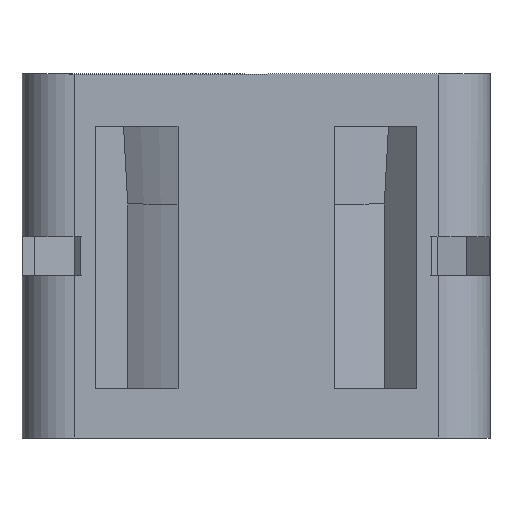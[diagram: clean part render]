
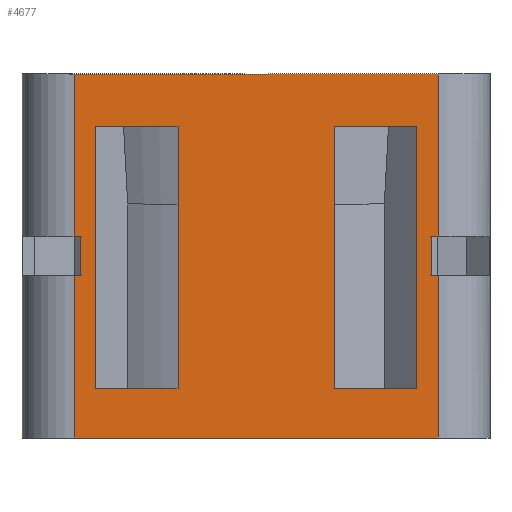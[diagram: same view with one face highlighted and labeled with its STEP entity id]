
A CAD part, front view. The second image highlights one B-rep face of the part: STEP entity #4677.
In plain terms, the highlighted planar face has unit normal (0, -1, 0).
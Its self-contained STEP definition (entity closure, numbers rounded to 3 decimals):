
#938=DIRECTION('',(-1.,0.,0.));
#939=VECTOR('',#938,28.);
#940=CARTESIAN_POINT('',(14.,-18.,0.));
#941=LINE('',#940,#939);
#994=DIRECTION('',(0.,0.,-1.));
#995=VECTOR('',#994,12.5);
#996=CARTESIAN_POINT('',(-14.,-18.,0.));
#997=LINE('',#996,#995);
#998=DIRECTION('',(-1.,0.,0.));
#999=VECTOR('',#998,28.);
#1000=CARTESIAN_POINT('',(14.,-18.,-28.));
#1001=LINE('',#1000,#999);
#1002=DIRECTION('',(-1.,0.,0.));
#1003=VECTOR('',#1002,0.525);
#1004=CARTESIAN_POINT('',(-13.475,-18.,-12.5));
#1005=LINE('',#1004,#1003);
#1006=DIRECTION('',(-1.,0.,0.));
#1007=VECTOR('',#1006,0.525);
#1008=CARTESIAN_POINT('',(14.,-18.,-12.5));
#1009=LINE('',#1008,#1007);
#1010=DIRECTION('',(0.,0.,-1.));
#1011=VECTOR('',#1010,3.);
#1012=CARTESIAN_POINT('',(13.475,-18.,-12.5));
#1013=LINE('',#1012,#1011);
#1014=DIRECTION('',(-1.,0.,0.));
#1015=VECTOR('',#1014,6.343);
#1016=CARTESIAN_POINT('',(12.343,-18.,-4.));
#1017=LINE('',#1016,#1015);
#1018=DIRECTION('',(-1.,0.,0.));
#1019=VECTOR('',#1018,6.343);
#1020=CARTESIAN_POINT('',(-6.,-18.,-4.));
#1021=LINE('',#1020,#1019);
#1022=DIRECTION('',(0.,0.,-1.));
#1023=VECTOR('',#1022,20.2);
#1024=CARTESIAN_POINT('',(-12.343,-18.,-4.));
#1025=LINE('',#1024,#1023);
#1026=DIRECTION('',(0.,0.,1.));
#1027=VECTOR('',#1026,20.2);
#1028=CARTESIAN_POINT('',(-6.,-18.,-24.2));
#1029=LINE('',#1028,#1027);
#1039=DIRECTION('',(-1.,0.,0.));
#1040=VECTOR('',#1039,0.525);
#1041=CARTESIAN_POINT('',(14.,-18.,-15.5));
#1042=LINE('',#1041,#1040);
#1124=DIRECTION('',(0.,0.,1.));
#1125=VECTOR('',#1124,12.5);
#1126=CARTESIAN_POINT('',(14.,-18.,-28.));
#1127=LINE('',#1126,#1125);
#1132=DIRECTION('',(0.,0.,1.));
#1133=VECTOR('',#1132,12.5);
#1134=CARTESIAN_POINT('',(14.,-18.,-12.5));
#1135=LINE('',#1134,#1133);
#2022=DIRECTION('',(0.,0.,-1.));
#2023=VECTOR('',#2022,12.5);
#2024=CARTESIAN_POINT('',(-14.,-18.,-15.5));
#2025=LINE('',#2024,#2023);
#2054=DIRECTION('',(-1.,0.,0.));
#2055=VECTOR('',#2054,0.525);
#2056=CARTESIAN_POINT('',(-13.475,-18.,-15.5));
#2057=LINE('',#2056,#2055);
#2085=DIRECTION('',(0.,0.,-1.));
#2086=VECTOR('',#2085,3.);
#2087=CARTESIAN_POINT('',(-13.475,-18.,-12.5));
#2088=LINE('',#2087,#2086);
#2105=DIRECTION('',(-1.,0.,0.));
#2106=VECTOR('',#2105,6.343);
#2107=CARTESIAN_POINT('',(12.343,-18.,-24.2));
#2108=LINE('',#2107,#2106);
#2118=DIRECTION('',(0.,0.,-1.));
#2119=VECTOR('',#2118,20.2);
#2120=CARTESIAN_POINT('',(12.343,-18.,-4.));
#2121=LINE('',#2120,#2119);
#2130=DIRECTION('',(0.,0.,1.));
#2131=VECTOR('',#2130,20.2);
#2132=CARTESIAN_POINT('',(6.,-18.,-24.2));
#2133=LINE('',#2132,#2131);
#2188=DIRECTION('',(-1.,0.,0.));
#2189=VECTOR('',#2188,6.343);
#2190=CARTESIAN_POINT('',(-6.,-18.,-24.2));
#2191=LINE('',#2190,#2189);
#2982=CARTESIAN_POINT('',(-14.,-18.,-28.));
#2984=VERTEX_POINT('',#2982);
#2985=CARTESIAN_POINT('',(14.,-18.,-28.));
#2986=VERTEX_POINT('',#2985);
#3081=CARTESIAN_POINT('',(14.,-18.,0.));
#3082=VERTEX_POINT('',#3081);
#3083=CARTESIAN_POINT('',(-14.,-18.,0.));
#3084=VERTEX_POINT('',#3083);
#3123=CARTESIAN_POINT('',(14.,-18.,-15.5));
#3124=VERTEX_POINT('',#3123);
#3129=CARTESIAN_POINT('',(14.,-18.,-12.5));
#3130=VERTEX_POINT('',#3129);
#3131=CARTESIAN_POINT('',(13.475,-18.,-15.5));
#3132=VERTEX_POINT('',#3131);
#3133=CARTESIAN_POINT('',(-14.,-18.,-15.5));
#3134=VERTEX_POINT('',#3133);
#3135=CARTESIAN_POINT('',(-13.475,-18.,-15.5));
#3136=VERTEX_POINT('',#3135);
#3137=CARTESIAN_POINT('',(-13.475,-18.,-12.5));
#3138=VERTEX_POINT('',#3137);
#3139=CARTESIAN_POINT('',(-14.,-18.,-12.5));
#3140=VERTEX_POINT('',#3139);
#3141=CARTESIAN_POINT('',(13.475,-18.,-12.5));
#3142=VERTEX_POINT('',#3141);
#3143=CARTESIAN_POINT('',(12.343,-18.,-24.2));
#3144=CARTESIAN_POINT('',(6.,-18.,-24.2));
#3145=VERTEX_POINT('',#3143);
#3146=VERTEX_POINT('',#3144);
#3147=CARTESIAN_POINT('',(12.343,-18.,-4.));
#3148=VERTEX_POINT('',#3147);
#3149=CARTESIAN_POINT('',(6.,-18.,-4.));
#3150=VERTEX_POINT('',#3149);
#3151=CARTESIAN_POINT('',(-6.,-18.,-4.));
#3152=CARTESIAN_POINT('',(-12.343,-18.,-4.));
#3153=VERTEX_POINT('',#3151);
#3154=VERTEX_POINT('',#3152);
#3155=CARTESIAN_POINT('',(-12.343,-18.,-24.2));
#3156=VERTEX_POINT('',#3155);
#3157=CARTESIAN_POINT('',(-6.,-18.,-24.2));
#3158=VERTEX_POINT('',#3157);
#4630=CARTESIAN_POINT('',(18.,-18.,0.));
#4631=DIRECTION('',(0.,1.,0.));
#4632=DIRECTION('',(-1.,0.,0.));
#4633=AXIS2_PLACEMENT_3D('',#4630,#4631,#4632);
#4634=PLANE('',#4633);
#4636=ORIENTED_EDGE('',*,*,#4635,.F.);
#4638=ORIENTED_EDGE('',*,*,#4637,.F.);
#4639=ORIENTED_EDGE('',*,*,#4004,.T.);
#4641=ORIENTED_EDGE('',*,*,#4640,.F.);
#4643=ORIENTED_EDGE('',*,*,#4642,.F.);
#4645=ORIENTED_EDGE('',*,*,#4644,.F.);
#4646=ORIENTED_EDGE('',*,*,#4597,.T.);
#4647=ORIENTED_EDGE('',*,*,#4625,.F.);
#4648=ORIENTED_EDGE('',*,*,#4541,.F.);
#4650=ORIENTED_EDGE('',*,*,#4649,.F.);
#4652=ORIENTED_EDGE('',*,*,#4651,.T.);
#4654=ORIENTED_EDGE('',*,*,#4653,.T.);
#4655=EDGE_LOOP('',(#4636,#4638,#4639,#4641,#4643,#4645,#4646,#4647,#4648,#4650,
#4652,#4654));
#4656=FACE_OUTER_BOUND('',#4655,.F.);
#4658=ORIENTED_EDGE('',*,*,#4657,.F.);
#4660=ORIENTED_EDGE('',*,*,#4659,.F.);
#4662=ORIENTED_EDGE('',*,*,#4661,.T.);
#4664=ORIENTED_EDGE('',*,*,#4663,.F.);
#4665=EDGE_LOOP('',(#4658,#4660,#4662,#4664));
#4666=FACE_BOUND('',#4665,.F.);
#4668=ORIENTED_EDGE('',*,*,#4667,.T.);
#4670=ORIENTED_EDGE('',*,*,#4669,.T.);
#4672=ORIENTED_EDGE('',*,*,#4671,.F.);
#4674=ORIENTED_EDGE('',*,*,#4673,.T.);
#4675=EDGE_LOOP('',(#4668,#4670,#4672,#4674));
#4676=FACE_BOUND('',#4675,.F.);
#4677=ADVANCED_FACE('',(#4656,#4666,#4676),#4634,.F.);
#4004=EDGE_CURVE('',#2986,#2984,#1001,.T.);
#4541=EDGE_CURVE('',#3082,#3084,#941,.T.);
#4597=EDGE_CURVE('',#3138,#3140,#1005,.T.);
#4625=EDGE_CURVE('',#3084,#3140,#997,.T.);
#4635=EDGE_CURVE('',#3124,#3132,#1042,.T.);
#4637=EDGE_CURVE('',#2986,#3124,#1127,.T.);
#4640=EDGE_CURVE('',#3134,#2984,#2025,.T.);
#4642=EDGE_CURVE('',#3136,#3134,#2057,.T.);
#4644=EDGE_CURVE('',#3138,#3136,#2088,.T.);
#4649=EDGE_CURVE('',#3130,#3082,#1135,.T.);
#4651=EDGE_CURVE('',#3130,#3142,#1009,.T.);
#4653=EDGE_CURVE('',#3142,#3132,#1013,.T.);
#4657=EDGE_CURVE('',#3145,#3146,#2108,.T.);
#4659=EDGE_CURVE('',#3148,#3145,#2121,.T.);
#4661=EDGE_CURVE('',#3148,#3150,#1017,.T.);
#4663=EDGE_CURVE('',#3146,#3150,#2133,.T.);
#4667=EDGE_CURVE('',#3153,#3154,#1021,.T.);
#4669=EDGE_CURVE('',#3154,#3156,#1025,.T.);
#4671=EDGE_CURVE('',#3158,#3156,#2191,.T.);
#4673=EDGE_CURVE('',#3158,#3153,#1029,.T.);
